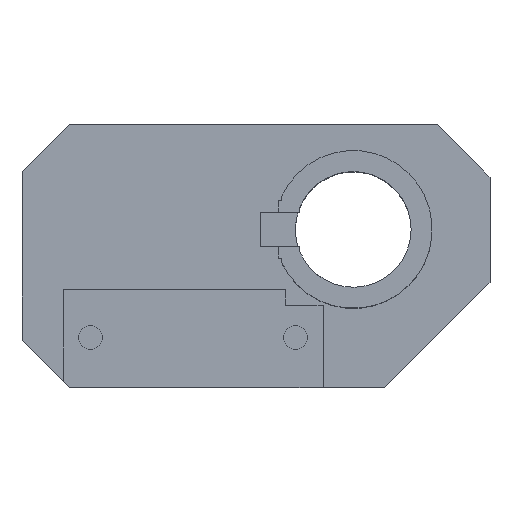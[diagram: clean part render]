
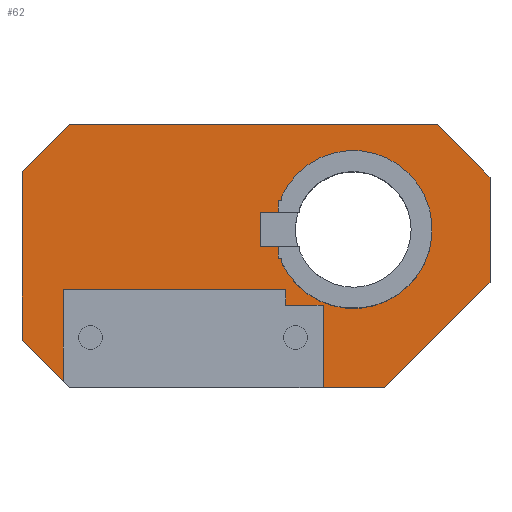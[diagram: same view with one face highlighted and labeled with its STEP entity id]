
A CAD part, top view. The second image highlights one B-rep face of the part: STEP entity #62.
In plain terms, the highlighted planar face has unit normal (0, 0, 1).
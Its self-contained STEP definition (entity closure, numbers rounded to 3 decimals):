
#62=ADVANCED_FACE('',(#174,#176),#178,.T.);
#174=FACE_BOUND('',#175,.T.);
#175=EDGE_LOOP('',(#596,#597,#598,#599,#600,#601,#602,#603,#604,#605,#606,#607,#608));
#176=FACE_BOUND('',#177,.T.);
#177=EDGE_LOOP('',(#609,#610,#611,#612,#613,#614,#615,#616,#617,#618));
#178=PLANE('',#179);
#179=AXIS2_PLACEMENT_3D('',#180,#181,#182);
#180=CARTESIAN_POINT('',(-261.,75.,141.1));
#181=DIRECTION('',(0.,0.,1.));
#182=DIRECTION('',(0.,-1.,0.));
#596=ORIENTED_EDGE('',*,*,#858,.F.);
#597=ORIENTED_EDGE('',*,*,#859,.T.);
#598=ORIENTED_EDGE('',*,*,#860,.F.);
#599=ORIENTED_EDGE('',*,*,#861,.F.);
#600=ORIENTED_EDGE('',*,*,#862,.F.);
#601=ORIENTED_EDGE('',*,*,#863,.F.);
#602=ORIENTED_EDGE('',*,*,#864,.F.);
#603=ORIENTED_EDGE('',*,*,#865,.F.);
#604=ORIENTED_EDGE('',*,*,#866,.F.);
#605=ORIENTED_EDGE('',*,*,#867,.F.);
#606=ORIENTED_EDGE('',*,*,#868,.T.);
#607=ORIENTED_EDGE('',*,*,#869,.F.);
#608=ORIENTED_EDGE('',*,*,#870,.T.);
#609=ORIENTED_EDGE('',*,*,#871,.F.);
#610=ORIENTED_EDGE('',*,*,#872,.F.);
#611=ORIENTED_EDGE('',*,*,#873,.F.);
#612=ORIENTED_EDGE('',*,*,#874,.T.);
#613=ORIENTED_EDGE('',*,*,#875,.T.);
#614=ORIENTED_EDGE('',*,*,#819,.T.);
#615=ORIENTED_EDGE('',*,*,#825,.T.);
#616=ORIENTED_EDGE('',*,*,#811,.T.);
#617=ORIENTED_EDGE('',*,*,#857,.T.);
#618=ORIENTED_EDGE('',*,*,#876,.T.);
#811=EDGE_CURVE('',#957,#955,#958,.F.);
#819=EDGE_CURVE('',#973,#971,#974,.F.);
#825=EDGE_CURVE('',#971,#957,#984,.F.);
#857=EDGE_CURVE('',#955,#1038,#1040,.T.);
#858=EDGE_CURVE('',#1041,#1042,#1043,.F.);
#859=EDGE_CURVE('',#1041,#1044,#1045,.F.);
#860=EDGE_CURVE('',#1046,#1044,#1047,.F.);
#861=EDGE_CURVE('',#1048,#1046,#1049,.T.);
#862=EDGE_CURVE('',#1050,#1048,#1051,.T.);
#863=EDGE_CURVE('',#1052,#1050,#1053,.T.);
#864=EDGE_CURVE('',#1054,#1052,#1055,.T.);
#865=EDGE_CURVE('',#1056,#1054,#1057,.T.);
#866=EDGE_CURVE('',#1058,#1056,#1059,.T.);
#867=EDGE_CURVE('',#1060,#1058,#1061,.F.);
#868=EDGE_CURVE('',#1060,#1062,#1063,.T.);
#869=EDGE_CURVE('',#1064,#1062,#1065,.F.);
#870=EDGE_CURVE('',#1064,#1042,#1066,.T.);
#871=EDGE_CURVE('',#1067,#1068,#1069,.T.);
#872=EDGE_CURVE('',#1070,#1067,#1071,.T.);
#873=EDGE_CURVE('',#1072,#1070,#1073,.T.);
#874=EDGE_CURVE('',#1072,#1074,#1075,.T.);
#875=EDGE_CURVE('',#1074,#973,#1076,.T.);
#876=EDGE_CURVE('',#1038,#1068,#1077,.T.);
#955=VERTEX_POINT('',#1201);
#957=VERTEX_POINT('',#1205);
#958=LINE('',#1206,#1207);
#971=VERTEX_POINT('',#1233);
#973=VERTEX_POINT('',#1237);
#974=LINE('',#1238,#1239);
#984=LINE('',#1260,#1261);
#1038=VERTEX_POINT('',#1606);
#1040=LINE('',#1610,#1611);
#1041=VERTEX_POINT('',#1613);
#1042=VERTEX_POINT('',#1614);
#1043=LINE('',#1615,#1616);
#1044=VERTEX_POINT('',#1618);
#1045=LINE('',#1619,#1620);
#1046=VERTEX_POINT('',#1622);
#1047=LINE('',#1623,#1624);
#1048=VERTEX_POINT('',#1626);
#1049=LINE('',#1627,#1628);
#1050=VERTEX_POINT('',#1630);
#1051=LINE('',#1631,#1632);
#1052=VERTEX_POINT('',#1634);
#1053=LINE('',#1635,#1636);
#1054=VERTEX_POINT('',#1638);
#1055=LINE('',#1639,#1640);
#1056=VERTEX_POINT('',#1642);
#1057=LINE('',#1643,#1644);
#1058=VERTEX_POINT('',#1646);
#1059=LINE('',#1647,#1648);
#1060=VERTEX_POINT('',#1650);
#1061=LINE('',#1651,#1652);
#1062=VERTEX_POINT('',#1654);
#1063=LINE('',#1655,#1656);
#1064=VERTEX_POINT('',#1658);
#1065=LINE('',#1659,#1660);
#1066=LINE('',#1662,#1663);
#1067=VERTEX_POINT('',#1665);
#1068=VERTEX_POINT('',#1666);
#1069=LINE('',#1667,#1668);
#1070=VERTEX_POINT('',#1670);
#1071=CIRCLE('',#1671,15.);
#1072=VERTEX_POINT('',#1675);
#1073=LINE('',#1676,#1677);
#1074=VERTEX_POINT('',#1679);
#1075=LINE('',#1680,#1681);
#1076=LINE('',#1683,#1684);
#1077=LINE('',#1686,#1687);
#1201=CARTESIAN_POINT('',(-211.258,58.25,141.1));
#1205=CARTESIAN_POINT('',(-214.693,58.25,141.1));
#1206=CARTESIAN_POINT('',(-211.258,58.25,141.1));
#1207=VECTOR('',#1208,1.);
#1208=DIRECTION('',(-1.,0.,0.));
#1233=CARTESIAN_POINT('',(-214.693,51.75,141.1));
#1237=CARTESIAN_POINT('',(-211.258,51.75,141.1));
#1238=CARTESIAN_POINT('',(-214.693,51.75,141.1));
#1239=VECTOR('',#1240,1.);
#1240=DIRECTION('',(1.,0.,0.));
#1260=CARTESIAN_POINT('',(-214.693,58.25,141.1));
#1261=VECTOR('',#1262,1.);
#1262=DIRECTION('',(0.,-1.,0.));
#1606=CARTESIAN_POINT('',(-211.258,60.472,141.1));
#1610=CARTESIAN_POINT('',(-211.258,58.25,141.1));
#1611=VECTOR('',#1612,1.);
#1612=DIRECTION('',(0.,1.,0.));
#1613=CARTESIAN_POINT('',(-260.,66.,141.1));
#1614=CARTESIAN_POINT('',(-251.,75.,141.1));
#1615=CARTESIAN_POINT('',(-251.,75.,141.1));
#1616=VECTOR('',#1617,1.);
#1617=DIRECTION('',(-0.707,-0.707,0.));
#1618=CARTESIAN_POINT('',(-260.,34.,141.1));
#1619=CARTESIAN_POINT('',(-260.,34.,141.1));
#1620=VECTOR('',#1621,1.);
#1621=DIRECTION('',(0.,1.,0.));
#1622=CARTESIAN_POINT('',(-252.153,26.153,141.1));
#1623=CARTESIAN_POINT('',(-260.,34.,141.1));
#1624=VECTOR('',#1625,1.);
#1625=DIRECTION('',(0.707,-0.707,0.));
#1626=CARTESIAN_POINT('',(-252.153,43.609,141.1));
#1627=CARTESIAN_POINT('',(-252.153,43.609,141.1));
#1628=VECTOR('',#1629,1.);
#1629=DIRECTION('',(0.,-1.,0.));
#1630=CARTESIAN_POINT('',(-209.868,43.609,141.1));
#1631=CARTESIAN_POINT('',(-209.868,43.609,141.1));
#1632=VECTOR('',#1633,1.);
#1633=DIRECTION('',(-1.,0.,0.));
#1634=CARTESIAN_POINT('',(-209.868,40.592,141.1));
#1635=CARTESIAN_POINT('',(-209.868,40.592,141.1));
#1636=VECTOR('',#1637,1.);
#1637=DIRECTION('',(0.,1.,0.));
#1638=CARTESIAN_POINT('',(-202.746,40.592,141.1));
#1639=CARTESIAN_POINT('',(-202.746,40.592,141.1));
#1640=VECTOR('',#1641,1.);
#1641=DIRECTION('',(-1.,0.,0.));
#1642=CARTESIAN_POINT('',(-202.746,25.,141.1));
#1643=CARTESIAN_POINT('',(-202.746,25.,141.1));
#1644=VECTOR('',#1645,1.);
#1645=DIRECTION('',(0.,1.,0.));
#1646=CARTESIAN_POINT('',(-191.,25.,141.1));
#1647=CARTESIAN_POINT('',(-191.,25.,141.1));
#1648=VECTOR('',#1649,1.);
#1649=DIRECTION('',(-1.,0.,0.));
#1650=CARTESIAN_POINT('',(-171.,45.,141.1));
#1651=CARTESIAN_POINT('',(-191.,25.,141.1));
#1652=VECTOR('',#1653,1.);
#1653=DIRECTION('',(0.707,0.707,0.));
#1654=CARTESIAN_POINT('',(-171.,65.,141.1));
#1655=CARTESIAN_POINT('',(-171.,45.,141.1));
#1656=VECTOR('',#1657,1.);
#1657=DIRECTION('',(0.,1.,0.));
#1658=CARTESIAN_POINT('',(-181.,75.,141.1));
#1659=CARTESIAN_POINT('',(-171.,65.,141.1));
#1660=VECTOR('',#1661,1.);
#1661=DIRECTION('',(-0.707,0.707,0.));
#1662=CARTESIAN_POINT('',(-181.,75.,141.1));
#1663=VECTOR('',#1664,1.);
#1664=DIRECTION('',(-1.,0.,0.));
#1665=CARTESIAN_POINT('',(-210.606,61.314,141.1));
#1666=CARTESIAN_POINT('',(-210.606,60.472,141.1));
#1667=CARTESIAN_POINT('',(-210.606,61.314,141.1));
#1668=VECTOR('',#1669,1.);
#1669=DIRECTION('',(0.,-1.,0.));
#1670=CARTESIAN_POINT('',(-210.606,48.686,141.1));
#1671=AXIS2_PLACEMENT_3D('',#1672,#1673,#1674);
#1672=CARTESIAN_POINT('',(-197.,55.,141.1));
#1673=DIRECTION('',(0.,0.,1.));
#1674=DIRECTION('',(-0.907,-0.421,0.));
#1675=CARTESIAN_POINT('',(-210.606,49.528,141.1));
#1676=CARTESIAN_POINT('',(-210.606,49.528,141.1));
#1677=VECTOR('',#1678,1.);
#1678=DIRECTION('',(0.,-1.,0.));
#1679=CARTESIAN_POINT('',(-211.258,49.528,141.1));
#1680=CARTESIAN_POINT('',(-210.606,49.528,141.1));
#1681=VECTOR('',#1682,1.);
#1682=DIRECTION('',(-1.,0.,0.));
#1683=CARTESIAN_POINT('',(-211.258,49.528,141.1));
#1684=VECTOR('',#1685,1.);
#1685=DIRECTION('',(0.,1.,0.));
#1686=CARTESIAN_POINT('',(-211.258,60.472,141.1));
#1687=VECTOR('',#1688,1.);
#1688=DIRECTION('',(1.,0.,0.));
